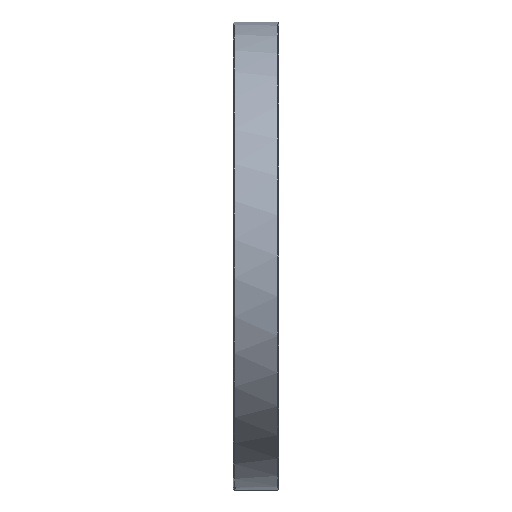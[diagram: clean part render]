
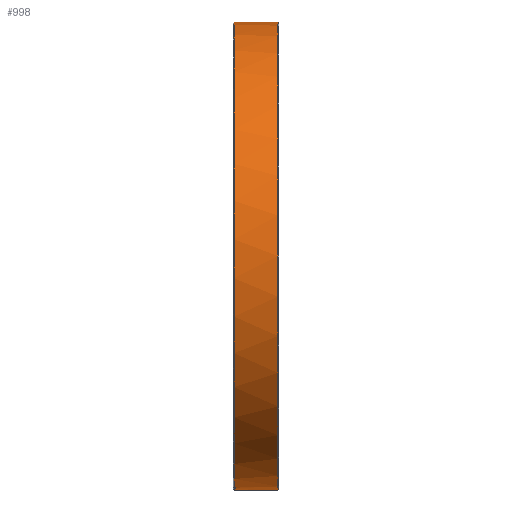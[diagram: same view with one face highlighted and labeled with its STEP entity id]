
A CAD part, left-side view. The second image highlights one B-rep face of the part: STEP entity #998.
In plain terms, the highlighted cylindrical face has radius 126.6 mm (diameter 253.2 mm), a partial arc.
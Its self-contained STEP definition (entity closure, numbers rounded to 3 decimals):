
#6 = ORIENTED_EDGE ( 'NONE', *, *, #90, .F. ) ;
#51 = ORIENTED_EDGE ( 'NONE', *, *, #5605, .T. ) ;
#67 = AXIS2_PLACEMENT_3D ( 'NONE', #621, #3695, #1054 ) ;
#79 = EDGE_CURVE ( 'NONE', #2138, #3569, #3161, .T. ) ;
#90 = EDGE_CURVE ( 'NONE', #2548, #3569, #1861, .T. ) ;
#159 = EDGE_CURVE ( 'NONE', #2548, #1166, #560, .T. ) ;
#168 = EDGE_CURVE ( 'NONE', #1247, #4893, #259, .T. ) ;
#259 = CIRCLE ( 'NONE', #3305, 126.6 ) ;
#560 = LINE ( 'NONE', #3064, #3651 ) ;
#621 = CARTESIAN_POINT ( 'NONE',  ( 0., 24.2, 0. ) ) ;
#654 = DIRECTION ( 'NONE',  ( 0., -1., 0. ) ) ;
#718 = CARTESIAN_POINT ( 'NONE',  ( 0., 0.4, 126.6 ) ) ;
#739 = CARTESIAN_POINT ( 'NONE',  ( -15.036, 23.4, -125.704 ) ) ;
#854 = DIRECTION ( 'NONE',  ( 0., 1., 0. ) ) ;
#969 = DIRECTION ( 'NONE',  ( 0., 1., 0. ) ) ;
#980 = LINE ( 'NONE', #5736, #4350 ) ;
#998 = ADVANCED_FACE ( 'NONE', ( #2144 ), #1877, .T. ) ;
#1054 = DIRECTION ( 'NONE',  ( 0., 0., -1. ) ) ;
#1166 = VERTEX_POINT ( 'NONE', #4969 ) ;
#1247 = VERTEX_POINT ( 'NONE', #2749 ) ;
#1296 = DIRECTION ( 'NONE',  ( 0., -1., 0. ) ) ;
#1299 = ORIENTED_EDGE ( 'NONE', *, *, #159, .T. ) ;
#1417 = DIRECTION ( 'NONE',  ( 0., 0., 1. ) ) ;
#1456 = CARTESIAN_POINT ( 'NONE',  ( 0., 24.2, 0. ) ) ;
#1624 = LINE ( 'NONE', #4379, #2652 ) ;
#1861 = CIRCLE ( 'NONE', #2421, 126.6 ) ;
#1877 = CYLINDRICAL_SURFACE ( 'NONE', #3649, 126.6 ) ;
#1904 = DIRECTION ( 'NONE',  ( 0., 0., -1. ) ) ;
#1984 = DIRECTION ( 'NONE',  ( 0., 0., -1. ) ) ;
#2138 = VERTEX_POINT ( 'NONE', #2810 ) ;
#2144 = FACE_OUTER_BOUND ( 'NONE', #5059, .T. ) ;
#2191 = EDGE_CURVE ( 'NONE', #2861, #4893, #1624, .T. ) ;
#2421 = AXIS2_PLACEMENT_3D ( 'NONE', #3617, #969, #1417 ) ;
#2548 = VERTEX_POINT ( 'NONE', #739 ) ;
#2611 = ORIENTED_EDGE ( 'NONE', *, *, #79, .T. ) ;
#2626 = DIRECTION ( 'NONE',  ( 0., 1., 0. ) ) ;
#2649 = ORIENTED_EDGE ( 'NONE', *, *, #4134, .T. ) ;
#2652 = VECTOR ( 'NONE', #1296, 1000. ) ;
#2702 = AXIS2_PLACEMENT_3D ( 'NONE', #1456, #4532, #1904 ) ;
#2749 = CARTESIAN_POINT ( 'NONE',  ( 0., 0.4, -126.6 ) ) ;
#2810 = CARTESIAN_POINT ( 'NONE',  ( -18.011, 24.2, -125.312 ) ) ;
#2861 = VERTEX_POINT ( 'NONE', #3126 ) ;
#2964 = CIRCLE ( 'NONE', #2702, 126.6 ) ;
#3020 = VECTOR ( 'NONE', #654, 1000. ) ;
#3043 = DIRECTION ( 'NONE',  ( 0., 0., 1. ) ) ;
#3063 = DIRECTION ( 'NONE',  ( 0., -1., 0. ) ) ;
#3064 = CARTESIAN_POINT ( 'NONE',  ( -15.036, -15.022, -125.704 ) ) ;
#3126 = CARTESIAN_POINT ( 'NONE',  ( 0., 24.2, 126.6 ) ) ;
#3161 = LINE ( 'NONE', #4450, #3020 ) ;
#3305 = AXIS2_PLACEMENT_3D ( 'NONE', #3497, #854, #3043 ) ;
#3361 = DIRECTION ( 'NONE',  ( 0., -1., 0. ) ) ;
#3482 = ORIENTED_EDGE ( 'NONE', *, *, #168, .T. ) ;
#3497 = CARTESIAN_POINT ( 'NONE',  ( 0., 0.4, 0. ) ) ;
#3569 = VERTEX_POINT ( 'NONE', #3900 ) ;
#3617 = CARTESIAN_POINT ( 'NONE',  ( 0., 23.4, 0. ) ) ;
#3649 = AXIS2_PLACEMENT_3D ( 'NONE', #3805, #3361, #1984 ) ;
#3651 = VECTOR ( 'NONE', #2626, 1000. ) ;
#3661 = CARTESIAN_POINT ( 'NONE',  ( 0., 24.2, -126.6 ) ) ;
#3695 = DIRECTION ( 'NONE',  ( 0., -1., 0. ) ) ;
#3805 = CARTESIAN_POINT ( 'NONE',  ( 0., -15.022, 0. ) ) ;
#3900 = CARTESIAN_POINT ( 'NONE',  ( -18.011, 23.4, -125.312 ) ) ;
#4134 = EDGE_CURVE ( 'NONE', #5183, #1247, #980, .T. ) ;
#4350 = VECTOR ( 'NONE', #3063, 1000. ) ;
#4351 = ORIENTED_EDGE ( 'NONE', *, *, #5221, .T. ) ;
#4379 = CARTESIAN_POINT ( 'NONE',  ( 0., -15.022, 126.6 ) ) ;
#4450 = CARTESIAN_POINT ( 'NONE',  ( -18.011, -15.022, -125.312 ) ) ;
#4532 = DIRECTION ( 'NONE',  ( 0., -1., 0. ) ) ;
#4707 = CIRCLE ( 'NONE', #67, 126.6 ) ;
#4893 = VERTEX_POINT ( 'NONE', #718 ) ;
#4969 = CARTESIAN_POINT ( 'NONE',  ( -15.036, 24.2, -125.704 ) ) ;
#4989 = ORIENTED_EDGE ( 'NONE', *, *, #2191, .F. ) ;
#5059 = EDGE_LOOP ( 'NONE', ( #4989, #4351, #2611, #6, #1299, #51, #2649, #3482 ) ) ;
#5183 = VERTEX_POINT ( 'NONE', #3661 ) ;
#5221 = EDGE_CURVE ( 'NONE', #2861, #2138, #4707, .T. ) ;
#5605 = EDGE_CURVE ( 'NONE', #1166, #5183, #2964, .T. ) ;
#5736 = CARTESIAN_POINT ( 'NONE',  ( 0., -15.022, -126.6 ) ) ;
